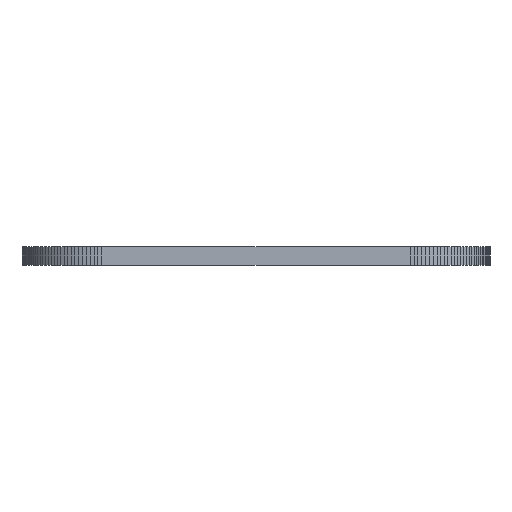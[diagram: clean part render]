
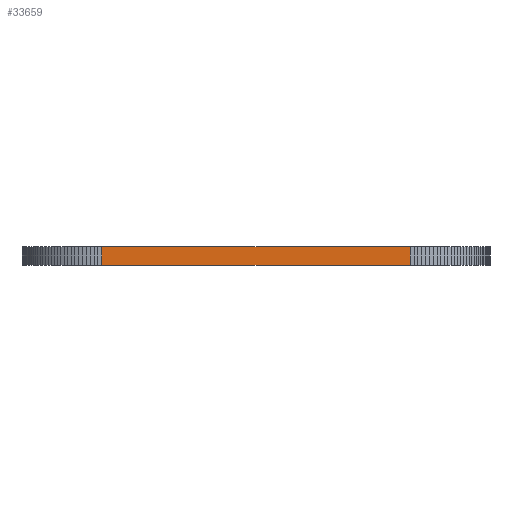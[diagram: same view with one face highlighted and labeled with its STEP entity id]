
A CAD part, front view. The second image highlights one B-rep face of the part: STEP entity #33659.
In plain terms, the highlighted planar face has unit normal (0, -1, 0).
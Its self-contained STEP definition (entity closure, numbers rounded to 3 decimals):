
#83 = PLANE('',#84);
#84 = AXIS2_PLACEMENT_3D('',#85,#86,#87);
#85 = CARTESIAN_POINT('',(135.704,-71.825,1.6));
#86 = DIRECTION('',(-0.,-0.,-1.));
#87 = DIRECTION('',(-1.,0.,0.));
#137 = PLANE('',#138);
#138 = AXIS2_PLACEMENT_3D('',#139,#140,#141);
#139 = CARTESIAN_POINT('',(135.704,-71.825,0.));
#140 = DIRECTION('',(-0.,-0.,-1.));
#141 = DIRECTION('',(-1.,0.,0.));
#498 = VERTEX_POINT('',#499);
#499 = CARTESIAN_POINT('',(149.204,-92.325,0.));
#513 = PLANE('',#514);
#514 = AXIS2_PLACEMENT_3D('',#515,#516,#517);
#515 = CARTESIAN_POINT('',(149.551,-92.316,0.));
#516 = DIRECTION('',(0.025,-1.,0.));
#517 = DIRECTION('',(-1.,-0.025,0.));
#525 = EDGE_CURVE('',#498,#526,#528,.T.);
#526 = VERTEX_POINT('',#527);
#527 = CARTESIAN_POINT('',(122.204,-92.325,0.));
#528 = SURFACE_CURVE('',#529,(#533,#540),.PCURVE_S1.);
#529 = LINE('',#530,#531);
#530 = CARTESIAN_POINT('',(149.204,-92.325,0.));
#531 = VECTOR('',#532,1.);
#532 = DIRECTION('',(-1.,0.,0.));
#533 = PCURVE('',#137,#534);
#534 = DEFINITIONAL_REPRESENTATION('',(#535),#539);
#535 = LINE('',#536,#537);
#536 = CARTESIAN_POINT('',(-13.5,-20.5));
#537 = VECTOR('',#538,1.);
#538 = DIRECTION('',(1.,0.));
#539 = ( GEOMETRIC_REPRESENTATION_CONTEXT(2) 
PARAMETRIC_REPRESENTATION_CONTEXT() REPRESENTATION_CONTEXT('2D SPACE',''
  ) );
#540 = PCURVE('',#541,#546);
#541 = PLANE('',#542);
#542 = AXIS2_PLACEMENT_3D('',#543,#544,#545);
#543 = CARTESIAN_POINT('',(149.204,-92.325,0.));
#544 = DIRECTION('',(0.,-1.,0.));
#545 = DIRECTION('',(-1.,0.,0.));
#546 = DEFINITIONAL_REPRESENTATION('',(#547),#551);
#547 = LINE('',#548,#549);
#548 = CARTESIAN_POINT('',(0.,-0.));
#549 = VECTOR('',#550,1.);
#550 = DIRECTION('',(1.,0.));
#551 = ( GEOMETRIC_REPRESENTATION_CONTEXT(2) 
PARAMETRIC_REPRESENTATION_CONTEXT() REPRESENTATION_CONTEXT('2D SPACE',''
  ) );
#569 = PLANE('',#570);
#570 = AXIS2_PLACEMENT_3D('',#571,#572,#573);
#571 = CARTESIAN_POINT('',(122.204,-92.325,0.));
#572 = DIRECTION('',(-0.025,-1.,0.));
#573 = DIRECTION('',(-1.,0.025,0.));
#18523 = VERTEX_POINT('',#18524);
#18524 = CARTESIAN_POINT('',(149.204,-92.325,1.6));
#18545 = EDGE_CURVE('',#18523,#18546,#18548,.T.);
#18546 = VERTEX_POINT('',#18547);
#18547 = CARTESIAN_POINT('',(122.204,-92.325,1.6));
#18548 = SURFACE_CURVE('',#18549,(#18553,#18560),.PCURVE_S1.);
#18549 = LINE('',#18550,#18551);
#18550 = CARTESIAN_POINT('',(149.204,-92.325,1.6));
#18551 = VECTOR('',#18552,1.);
#18552 = DIRECTION('',(-1.,0.,0.));
#18553 = PCURVE('',#83,#18554);
#18554 = DEFINITIONAL_REPRESENTATION('',(#18555),#18559);
#18555 = LINE('',#18556,#18557);
#18556 = CARTESIAN_POINT('',(-13.5,-20.5));
#18557 = VECTOR('',#18558,1.);
#18558 = DIRECTION('',(1.,0.));
#18559 = ( GEOMETRIC_REPRESENTATION_CONTEXT(2) 
PARAMETRIC_REPRESENTATION_CONTEXT() REPRESENTATION_CONTEXT('2D SPACE',''
  ) );
#18560 = PCURVE('',#541,#18561);
#18561 = DEFINITIONAL_REPRESENTATION('',(#18562),#18566);
#18562 = LINE('',#18563,#18564);
#18563 = CARTESIAN_POINT('',(0.,-1.6));
#18564 = VECTOR('',#18565,1.);
#18565 = DIRECTION('',(1.,0.));
#18566 = ( GEOMETRIC_REPRESENTATION_CONTEXT(2) 
PARAMETRIC_REPRESENTATION_CONTEXT() REPRESENTATION_CONTEXT('2D SPACE',''
  ) );
#33611 = EDGE_CURVE('',#498,#18523,#33612,.T.);
#33612 = SURFACE_CURVE('',#33613,(#33617,#33624),.PCURVE_S1.);
#33613 = LINE('',#33614,#33615);
#33614 = CARTESIAN_POINT('',(149.204,-92.325,0.));
#33615 = VECTOR('',#33616,1.);
#33616 = DIRECTION('',(0.,0.,1.));
#33617 = PCURVE('',#513,#33618);
#33618 = DEFINITIONAL_REPRESENTATION('',(#33619),#33623);
#33619 = LINE('',#33620,#33621);
#33620 = CARTESIAN_POINT('',(0.347,0.));
#33621 = VECTOR('',#33622,1.);
#33622 = DIRECTION('',(0.,-1.));
#33623 = ( GEOMETRIC_REPRESENTATION_CONTEXT(2) 
PARAMETRIC_REPRESENTATION_CONTEXT() REPRESENTATION_CONTEXT('2D SPACE',''
  ) );
#33624 = PCURVE('',#541,#33625);
#33625 = DEFINITIONAL_REPRESENTATION('',(#33626),#33630);
#33626 = LINE('',#33627,#33628);
#33627 = CARTESIAN_POINT('',(0.,-0.));
#33628 = VECTOR('',#33629,1.);
#33629 = DIRECTION('',(0.,-1.));
#33630 = ( GEOMETRIC_REPRESENTATION_CONTEXT(2) 
PARAMETRIC_REPRESENTATION_CONTEXT() REPRESENTATION_CONTEXT('2D SPACE',''
  ) );
#33659 = ADVANCED_FACE('',(#33660),#541,.T.);
#33660 = FACE_BOUND('',#33661,.T.);
#33661 = EDGE_LOOP('',(#33662,#33663,#33664,#33685));
#33662 = ORIENTED_EDGE('',*,*,#33611,.T.);
#33663 = ORIENTED_EDGE('',*,*,#18545,.T.);
#33664 = ORIENTED_EDGE('',*,*,#33665,.F.);
#33665 = EDGE_CURVE('',#526,#18546,#33666,.T.);
#33666 = SURFACE_CURVE('',#33667,(#33671,#33678),.PCURVE_S1.);
#33667 = LINE('',#33668,#33669);
#33668 = CARTESIAN_POINT('',(122.204,-92.325,0.));
#33669 = VECTOR('',#33670,1.);
#33670 = DIRECTION('',(0.,0.,1.));
#33671 = PCURVE('',#541,#33672);
#33672 = DEFINITIONAL_REPRESENTATION('',(#33673),#33677);
#33673 = LINE('',#33674,#33675);
#33674 = CARTESIAN_POINT('',(27.,0.));
#33675 = VECTOR('',#33676,1.);
#33676 = DIRECTION('',(0.,-1.));
#33677 = ( GEOMETRIC_REPRESENTATION_CONTEXT(2) 
PARAMETRIC_REPRESENTATION_CONTEXT() REPRESENTATION_CONTEXT('2D SPACE',''
  ) );
#33678 = PCURVE('',#569,#33679);
#33679 = DEFINITIONAL_REPRESENTATION('',(#33680),#33684);
#33680 = LINE('',#33681,#33682);
#33681 = CARTESIAN_POINT('',(0.,0.));
#33682 = VECTOR('',#33683,1.);
#33683 = DIRECTION('',(0.,-1.));
#33684 = ( GEOMETRIC_REPRESENTATION_CONTEXT(2) 
PARAMETRIC_REPRESENTATION_CONTEXT() REPRESENTATION_CONTEXT('2D SPACE',''
  ) );
#33685 = ORIENTED_EDGE('',*,*,#525,.F.);
